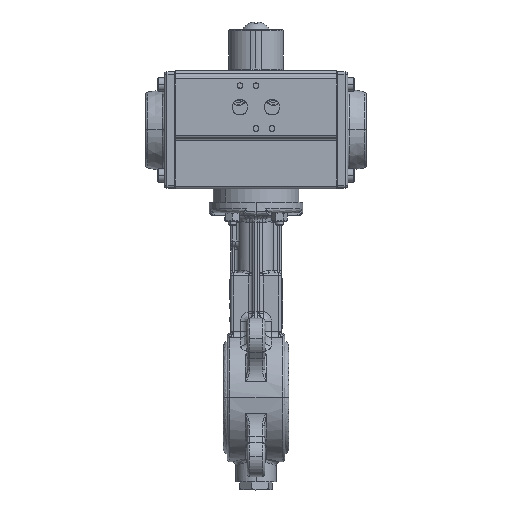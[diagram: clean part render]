
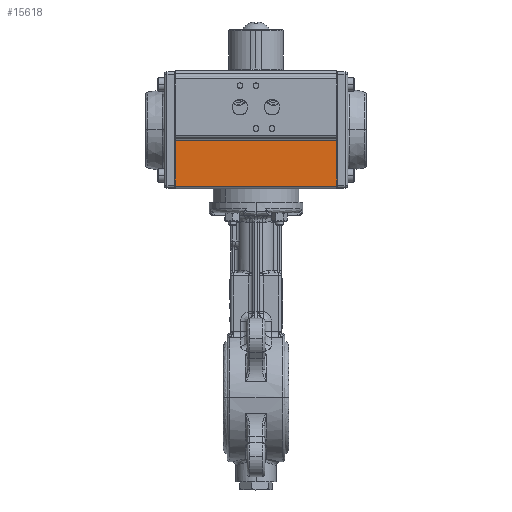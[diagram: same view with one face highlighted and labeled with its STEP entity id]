
A CAD part, top view. The second image highlights one B-rep face of the part: STEP entity #15618.
In plain terms, the highlighted planar face has unit normal (0, 0, -1).
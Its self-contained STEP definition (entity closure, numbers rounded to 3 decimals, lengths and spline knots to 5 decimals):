
#4499 = DIRECTION ( 'NONE',  ( -1., 0., 0. ) ) ;
#4552 = DIRECTION ( 'NONE',  ( 0., 0., -1. ) ) ;
#10138 = LINE ( 'NONE', #70910, #85735 ) ;
#11300 = VERTEX_POINT ( 'NONE', #51672 ) ;
#15618 = ADVANCED_FACE ( 'NONE', ( #49426 ), #41941, .T. ) ;
#16715 = DIRECTION ( 'NONE',  ( 0., -1., 0. ) ) ;
#17123 = CARTESIAN_POINT ( 'NONE',  ( -0.09529, 0.0944, 0.27633 ) ) ;
#18744 = VERTEX_POINT ( 'NONE', #35175 ) ;
#27439 = DIRECTION ( 'NONE',  ( 0., 1., 0. ) ) ;
#29195 = EDGE_CURVE ( 'NONE', #69148, #18744, #93416, .T. ) ;
#31613 = EDGE_CURVE ( 'NONE', #18744, #92479, #72263, .T. ) ;
#35175 = CARTESIAN_POINT ( 'NONE',  ( 0.02571, 0.0944, 0.27633 ) ) ;
#36773 = LINE ( 'NONE', #53701, #59221 ) ;
#39794 = AXIS2_PLACEMENT_3D ( 'NONE', #88247, #4552, #27439 ) ;
#40520 = ORIENTED_EDGE ( 'NONE', *, *, #29195, .T. ) ;
#41941 = PLANE ( 'NONE',  #39794 ) ;
#49150 = VECTOR ( 'NONE', #4499, 1. ) ;
#49426 = FACE_OUTER_BOUND ( 'NONE', #51515, .T. ) ;
#51515 = EDGE_LOOP ( 'NONE', ( #88199, #40520, #55040, #61540 ) ) ;
#51672 = CARTESIAN_POINT ( 'NONE',  ( -0.09529, 0.1284, 0.27633 ) ) ;
#53701 = CARTESIAN_POINT ( 'NONE',  ( -0.09529, 0.1284, 0.27633 ) ) ;
#55040 = ORIENTED_EDGE ( 'NONE', *, *, #31613, .T. ) ;
#59221 = VECTOR ( 'NONE', #97060, 1. ) ;
#61540 = ORIENTED_EDGE ( 'NONE', *, *, #91454, .T. ) ;
#63435 = DIRECTION ( 'NONE',  ( 1., 0., 0. ) ) ;
#64422 = CARTESIAN_POINT ( 'NONE',  ( 0.02571, 0.1284, 0.27633 ) ) ;
#69148 = VERTEX_POINT ( 'NONE', #64422 ) ;
#70910 = CARTESIAN_POINT ( 'NONE',  ( -0.09529, 0.1284, 0.27633 ) ) ;
#72133 = VECTOR ( 'NONE', #16715, 1. ) ;
#72263 = LINE ( 'NONE', #17123, #49150 ) ;
#75281 = EDGE_CURVE ( 'NONE', #11300, #69148, #10138, .T. ) ;
#85735 = VECTOR ( 'NONE', #63435, 1. ) ;
#88199 = ORIENTED_EDGE ( 'NONE', *, *, #75281, .T. ) ;
#88247 = CARTESIAN_POINT ( 'NONE',  ( -0.09529, 0.1284, 0.27633 ) ) ;
#91454 = EDGE_CURVE ( 'NONE', #92479, #11300, #36773, .T. ) ;
#92445 = CARTESIAN_POINT ( 'NONE',  ( 0.02571, 0.1284, 0.27633 ) ) ;
#92479 = VERTEX_POINT ( 'NONE', #92779 ) ;
#92779 = CARTESIAN_POINT ( 'NONE',  ( -0.09529, 0.0944, 0.27633 ) ) ;
#93416 = LINE ( 'NONE', #92445, #72133 ) ;
#97060 = DIRECTION ( 'NONE',  ( 0., 1., 0. ) ) ;
